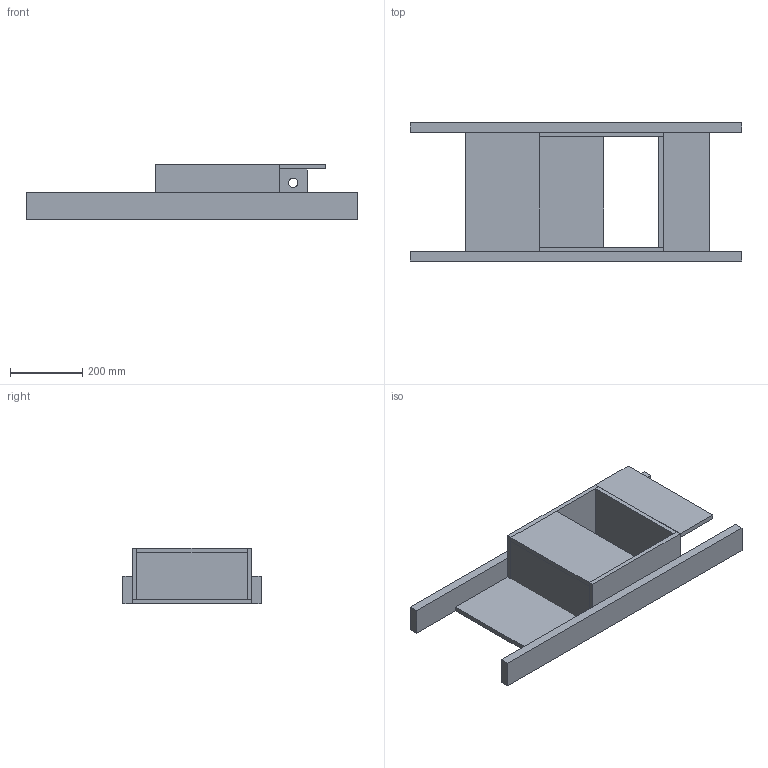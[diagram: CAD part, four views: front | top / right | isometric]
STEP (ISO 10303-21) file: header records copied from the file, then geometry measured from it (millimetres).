
FILE_DESCRIPTION(/* description */ ('Alibre Inc.'),/* implementation_level */ '2;1');
FILE_NAME(/* name */ 'export0',/* time_stamp */ '2013-08-10T11:20:41-05:00',/* author */ (''),/* organization */ (''),/* preprocessor_version */ 'ST-DEVELOPER v14',/* originating_system */ 'Alibre',/* authorisation */ '');
FILE_SCHEMA (('CONFIG_CONTROL_DESIGN'));
Length unit declared in the file: millimetre
Products named in the file (10): ID_1; ID_2; ID_3; ID_4; ID_5; ID_6; ID_7
Bounding box: 914.4 x 381 x 152.4 mm (x, y, z)
Volume: 10073367.5 mm3; surface area: 1539996.9 mm2
Topology: 15 solids, 15 shells, 96 faces, 198 edges, 132 vertices
Faces by surface type: plane 94, cylinder 2
Full cylindrical faces by diameter (mm): 25.4 x2
Entity records: 2731 total; most frequent: CARTESIAN_POINT 293, ORIENTED_EDGE 244, DIRECTION 244, EDGE_CURVE 122, VECTOR 120, LINE 120, PERSON_AND_ORGANIZATION 110, AXIS2_PLACEMENT_3D 91
